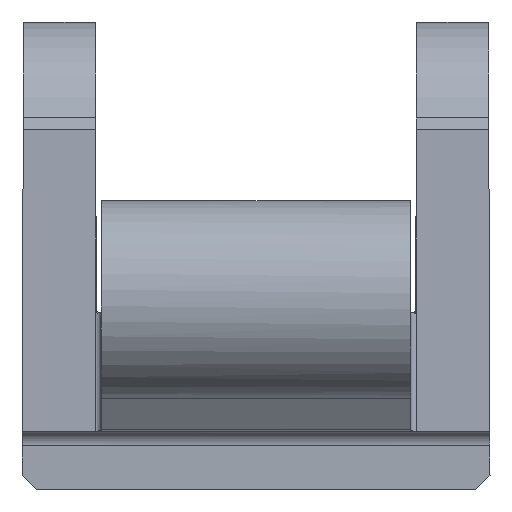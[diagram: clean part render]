
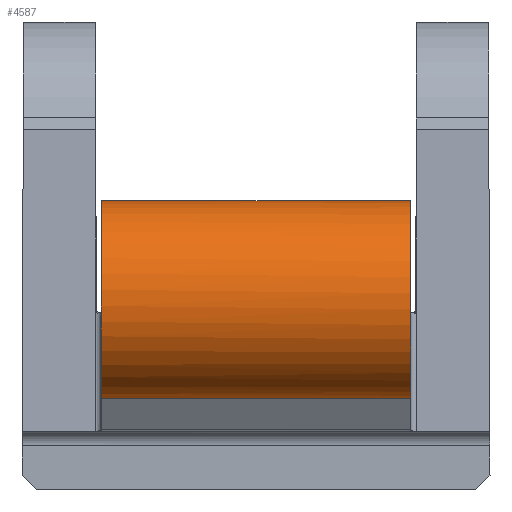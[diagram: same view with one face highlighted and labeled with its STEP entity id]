
A CAD part, left-side view. The second image highlights one B-rep face of the part: STEP entity #4587.
In plain terms, the highlighted cylindrical face has radius 3.5 mm (diameter 7 mm), a partial arc.
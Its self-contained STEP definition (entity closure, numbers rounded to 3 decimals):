
#13 = EDGE_LOOP ( 'NONE', ( #1533, #337, #1792, #5166 ) ) ;
#108 = EDGE_CURVE ( 'NONE', #4310, #4172, #901, .T. ) ;
#337 = ORIENTED_EDGE ( 'NONE', *, *, #108, .F. ) ;
#529 = CARTESIAN_POINT ( 'NONE',  ( -52.544, -5.39, 2.998 ) ) ;
#641 = CARTESIAN_POINT ( 'NONE',  ( -43.971, 5.372, 7.947 ) ) ;
#671 = CARTESIAN_POINT ( 'NONE',  ( -52.544, 5.39, 2.998 ) ) ;
#703 = CARTESIAN_POINT ( 'NONE',  ( -43.971, -5.372, 7.947 ) ) ;
#794 = CARTESIAN_POINT ( 'NONE',  ( -45.783, 8.15, 1.186 ) ) ;
#901 =( BOUNDED_CURVE ( )  B_SPLINE_CURVE ( 3, ( #5323, #988, #529, #3784 ),
 .UNSPECIFIED., .F., .F. ) 
 B_SPLINE_CURVE_WITH_KNOTS ( ( 4, 4 ),
 ( 2.88, 6.021 ),
 .UNSPECIFIED. ) 
 CURVE ( )  GEOMETRIC_REPRESENTATION_ITEM ( )  RATIONAL_B_SPLINE_CURVE ( ( 1., 0.333, 0.333, 1. ) ) 
 REPRESENTATION_ITEM ( '' )  );
#988 = CARTESIAN_POINT ( 'NONE',  ( -50.733, -5.366, 9.759 ) ) ;
#1038 = CARTESIAN_POINT ( 'NONE',  ( -45.783, -5.396, 1.186 ) ) ;
#1109 = CARTESIAN_POINT ( 'NONE',  ( -45.783, 5.396, 1.186 ) ) ;
#1326 = DIRECTION ( 'NONE',  ( 0., -1., 0. ) ) ;
#1469 = DIRECTION ( 'NONE',  ( 0., -1., 0. ) ) ;
#1533 = ORIENTED_EDGE ( 'NONE', *, *, #2707, .T. ) ;
#1702 = CARTESIAN_POINT ( 'NONE',  ( -43.971, 8.15, 7.947 ) ) ;
#1792 = ORIENTED_EDGE ( 'NONE', *, *, #3500, .F. ) ;
#1799 = LINE ( 'NONE', #794, #5349 ) ;
#1949 = FACE_OUTER_BOUND ( 'NONE', #13, .T. ) ;
#1995 = VERTEX_POINT ( 'NONE', #2447 ) ;
#2347 = AXIS2_PLACEMENT_3D ( 'NONE', #5713, #1469, #3363 ) ;
#2447 = CARTESIAN_POINT ( 'NONE',  ( -45.783, 5.396, 1.186 ) ) ;
#2700 = DIRECTION ( 'NONE',  ( 0., -1., 0. ) ) ;
#2707 = EDGE_CURVE ( 'NONE', #1995, #4172, #1799, .T. ) ;
#2729 = LINE ( 'NONE', #1702, #3679 ) ;
#3363 = DIRECTION ( 'NONE',  ( 0., 0., -1. ) ) ;
#3425 = EDGE_CURVE ( 'NONE', #1995, #4831, #5735, .T. ) ;
#3500 = EDGE_CURVE ( 'NONE', #4831, #4310, #2729, .T. ) ;
#3679 = VECTOR ( 'NONE', #1326, 1000. ) ;
#3784 = CARTESIAN_POINT ( 'NONE',  ( -45.783, -5.396, 1.186 ) ) ;
#4172 = VERTEX_POINT ( 'NONE', #1038 ) ;
#4310 = VERTEX_POINT ( 'NONE', #703 ) ;
#4380 = CARTESIAN_POINT ( 'NONE',  ( -43.971, 5.372, 7.947 ) ) ;
#4587 = ADVANCED_FACE ( 'NONE', ( #1949 ), #6119, .T. ) ;
#4831 = VERTEX_POINT ( 'NONE', #4380 ) ;
#4888 = CARTESIAN_POINT ( 'NONE',  ( -50.733, 5.366, 9.759 ) ) ;
#5166 = ORIENTED_EDGE ( 'NONE', *, *, #3425, .F. ) ;
#5323 = CARTESIAN_POINT ( 'NONE',  ( -43.971, -5.372, 7.947 ) ) ;
#5349 = VECTOR ( 'NONE', #2700, 1000. ) ;
#5713 = CARTESIAN_POINT ( 'NONE',  ( -44.877, 8.15, 4.567 ) ) ;
#5735 =( BOUNDED_CURVE ( )  B_SPLINE_CURVE ( 3, ( #1109, #671, #4888, #641 ),
 .UNSPECIFIED., .F., .F. ) 
 B_SPLINE_CURVE_WITH_KNOTS ( ( 4, 4 ),
 ( 3.403, 6.545 ),
 .UNSPECIFIED. ) 
 CURVE ( )  GEOMETRIC_REPRESENTATION_ITEM ( )  RATIONAL_B_SPLINE_CURVE ( ( 1., 0.333, 0.333, 1. ) ) 
 REPRESENTATION_ITEM ( '' )  );
#6119 = CYLINDRICAL_SURFACE ( 'NONE', #2347, 3.5 ) ;
